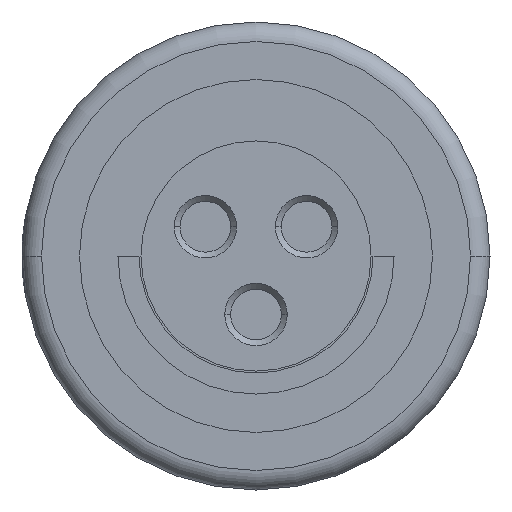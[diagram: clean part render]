
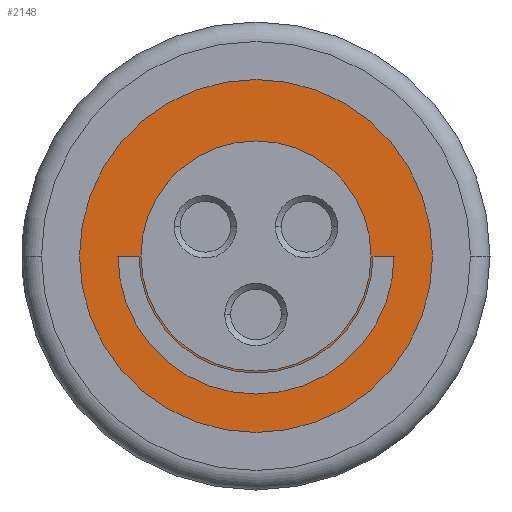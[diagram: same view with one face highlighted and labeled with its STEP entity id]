
A CAD part, left-side view. The second image highlights one B-rep face of the part: STEP entity #2148.
In plain terms, the highlighted planar face has unit normal (-1, 0, 0).
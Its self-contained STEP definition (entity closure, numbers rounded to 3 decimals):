
#50=CARTESIAN_POINT('',(0.,0.,0.));
#51=DIRECTION('',(-1.,0.,0.));
#52=DIRECTION('',(0.,1.,0.));
#53=AXIS2_PLACEMENT_3D('',#50,#51,#52);
#59=CARTESIAN_POINT('',(0.,0.,0.));
#60=DIRECTION('',(1.,0.,0.));
#61=DIRECTION('',(0.,1.,0.));
#62=AXIS2_PLACEMENT_3D('',#59,#60,#61);
#67=DIRECTION('',(0.,1.,0.));
#68=VECTOR('',#67,0.54);
#69=CARTESIAN_POINT('',(0.,-3.54,0.));
#70=LINE('',#69,#68);
#74=CARTESIAN_POINT('',(0.,0.,0.));
#75=DIRECTION('',(-1.,0.,0.));
#76=DIRECTION('',(0.,1.,0.));
#77=AXIS2_PLACEMENT_3D('',#74,#75,#76);
#82=DIRECTION('',(0.,1.,0.));
#83=VECTOR('',#82,0.54);
#84=CARTESIAN_POINT('',(0.,3.,0.));
#85=LINE('',#84,#83);
#89=CARTESIAN_POINT('',(0.,0.,0.));
#90=DIRECTION('',(-1.,0.,0.));
#91=DIRECTION('',(0.,1.,0.));
#92=AXIS2_PLACEMENT_3D('',#89,#90,#91);
#97=CARTESIAN_POINT('',(0.,0.,0.));
#98=DIRECTION('',(1.,0.,0.));
#99=DIRECTION('',(0.,0.,-1.));
#100=AXIS2_PLACEMENT_3D('',#97,#98,#99);
#105=CARTESIAN_POINT('',(0.,0.,0.));
#106=DIRECTION('',(1.,0.,0.));
#107=DIRECTION('',(0.,0.,1.));
#108=AXIS2_PLACEMENT_3D('',#105,#106,#107);
#1881=CARTESIAN_POINT('',(0.,0.,-2.95));
#1882=VERTEX_POINT('',#1881);
#1883=CARTESIAN_POINT('',(0.,0.,2.95));
#1884=VERTEX_POINT('',#1883);
#2010=CARTESIAN_POINT('',(0.,4.525,0.));
#2012=VERTEX_POINT('',#2010);
#2018=CARTESIAN_POINT('',(0.,-4.525,0.));
#2020=VERTEX_POINT('',#2018);
#2113=CARTESIAN_POINT('',(0.,-3.54,0.));
#2114=VERTEX_POINT('',#2113);
#2115=CARTESIAN_POINT('',(0.,-3.,0.));
#2116=VERTEX_POINT('',#2115);
#2117=CARTESIAN_POINT('',(0.,3.,0.));
#2118=VERTEX_POINT('',#2117);
#2119=CARTESIAN_POINT('',(0.,3.54,0.));
#2120=VERTEX_POINT('',#2119);
#2121=CARTESIAN_POINT('',(0.,0.,0.));
#2122=DIRECTION('',(1.,0.,0.));
#2123=DIRECTION('',(0.,0.,-1.));
#2124=AXIS2_PLACEMENT_3D('',#2121,#2122,#2123);
#2125=PLANE('',#2124);
#2127=ORIENTED_EDGE('',*,*,#2126,.F.);
#2129=ORIENTED_EDGE('',*,*,#2128,.T.);
#2130=EDGE_LOOP('',(#2127,#2129));
#2131=FACE_OUTER_BOUND('',#2130,.F.);
#2133=ORIENTED_EDGE('',*,*,#2132,.T.);
#2135=ORIENTED_EDGE('',*,*,#2134,.F.);
#2137=ORIENTED_EDGE('',*,*,#2136,.T.);
#2139=ORIENTED_EDGE('',*,*,#2138,.T.);
#2140=EDGE_LOOP('',(#2133,#2135,#2137,#2139));
#2141=FACE_BOUND('',#2140,.F.);
#2143=ORIENTED_EDGE('',*,*,#2142,.F.);
#2145=ORIENTED_EDGE('',*,*,#2144,.F.);
#2146=EDGE_LOOP('',(#2143,#2145));
#2147=FACE_BOUND('',#2146,.F.);
#54=CIRCLE('',#53,4.525);
#63=CIRCLE('',#62,4.525);
#78=CIRCLE('',#77,3.);
#93=CIRCLE('',#92,3.54);
#101=CIRCLE('',#100,2.95);
#109=CIRCLE('',#108,2.95);
#2126=EDGE_CURVE('',#2012,#2020,#54,.T.);
#2128=EDGE_CURVE('',#2012,#2020,#63,.T.);
#2132=EDGE_CURVE('',#2114,#2116,#70,.T.);
#2134=EDGE_CURVE('',#2118,#2116,#78,.T.);
#2136=EDGE_CURVE('',#2118,#2120,#85,.T.);
#2138=EDGE_CURVE('',#2120,#2114,#93,.T.);
#2142=EDGE_CURVE('',#1882,#1884,#101,.T.);
#2144=EDGE_CURVE('',#1884,#1882,#109,.T.);
#2148=ADVANCED_FACE('',(#2131,#2141,#2147),#2125,.F.);
